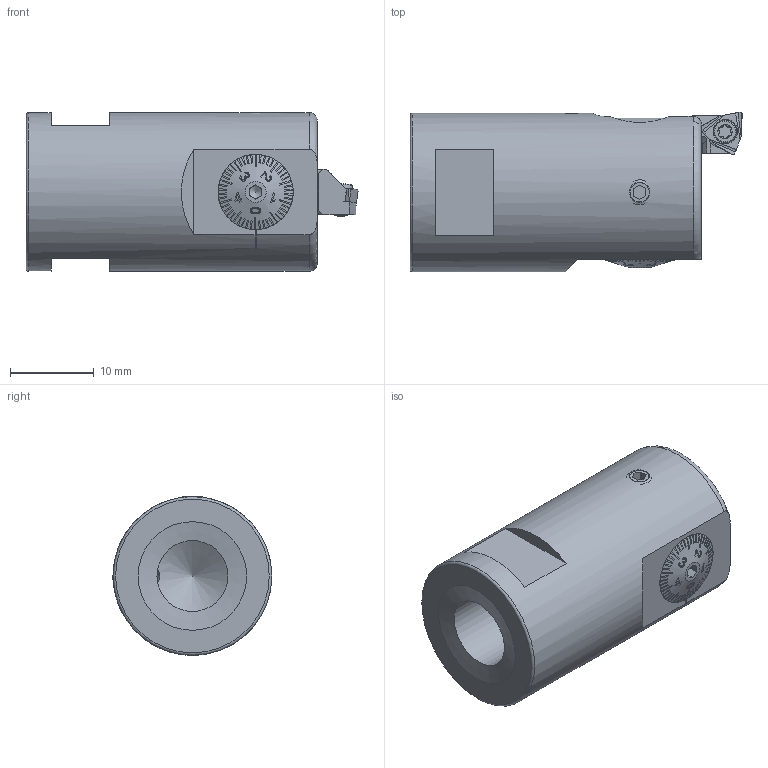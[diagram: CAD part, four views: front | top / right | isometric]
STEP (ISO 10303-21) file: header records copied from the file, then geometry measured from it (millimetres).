
FILE_DESCRIPTION (( 'STEP AP214' ), '1' );
FILE_NAME ('HS0.F19.K11.040.STEP', '2020-10-22T14:04:49', ( '' ), ( '' ), 'SwSTEP 2.0', 'SolidWorks 2017', '' );
FILE_SCHEMA (( 'AUTOMOTIVE_DESIGN' ));
Length unit declared in the file: millimetre
Products named in the file (16): WWA-ER2.001.004_A; DIN 3771 - 8x0.5; F14-WWA.001.004_C; WWA-SFH.020.004; F19-BG1.001.009_A; HS0.F19.K11.040; F14-WWA.001.004; ISO 14581 - M2.5x4; F16-BG3.001.008_A; F16-BG4.001.000_A; HS0-F19.K11.040_A; F16-BG3.003.005_A; F14-BG2.001.000_A; ISO 2338 - 1 h8 x 4; ISO 2338 - 1.5 h8 x 4; ISO 4026 - M3 x 4
Assembly tree (15 placements, depth 3):
  HS0.F19.K11.040
    HS0-F19.K11.040_A
    F19-BG1.001.009_A
    F16-BG3.001.008_A
    F16-BG3.003.005_A
    F16-BG4.001.000_A
    F14-BG2.001.000_A
    DIN 3771 - 8x0.5
    ISO 4026 - M3 x 4
    ISO 14581 - M2.5x4
    ISO 2338 - 1 h8 x 4
    ISO 2338 - 1.5 h8 x 4
    F14-WWA.001.004
      F14-WWA.001.004_C
      WWA-SFH.020.004
      WWA-ER2.001.004_A
Bounding box: 39.76 x 19.1 x 19 mm (x, y, z)
Volume: 8669.5 mm3; surface area: 5555 mm2
Topology: 14 solids, 14 shells, 573 faces, 1544 edges, 1014 vertices
Faces by surface type: plane 404, cylinder 79, cone 42, bspline 35, torus 13
Full cylindrical faces by diameter (mm): 1 x3, 1.5 x2, 1.6 x1, 2 x3, 2.3 x2, 2.5 x1, 2.7 x2, 3 x4, 3.25 x1, 3.45 x1, 3.5 x1, 3.95 x1, 5.6 x2, 5.85 x1, 5.9 x4, 6.05 x1, 6.2 x1, 7.85 x1, 8.5 x1, 9 x4, 19 x1
Entity records: 20920 total; most frequent: CARTESIAN_POINT 6172, ORIENTED_EDGE 2882, DIRECTION 2405, EDGE_CURVE 1441, VERTEX_POINT 986, AXIS2_PLACEMENT_3D 805, LINE 795, VECTOR 795
